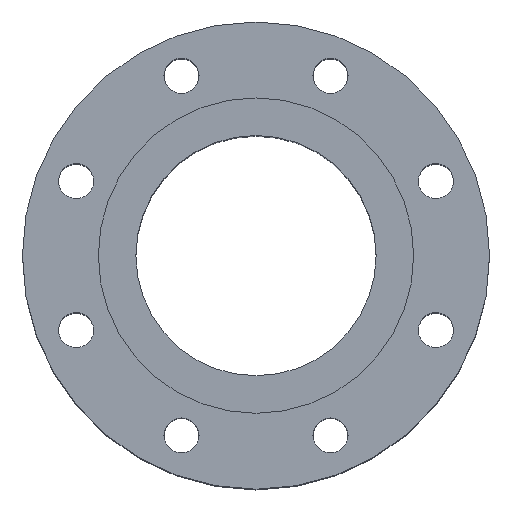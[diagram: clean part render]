
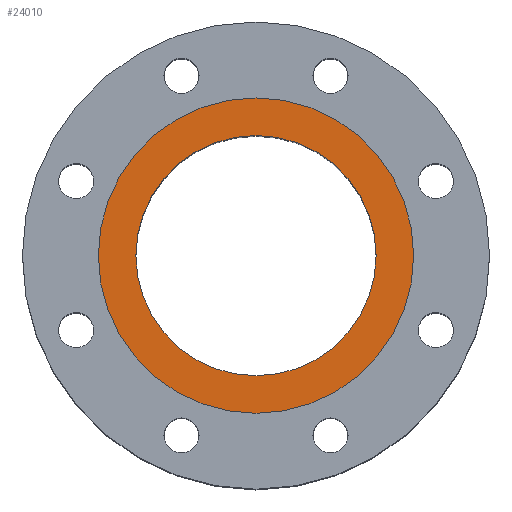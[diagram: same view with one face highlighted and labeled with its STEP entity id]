
A CAD part, top view. The second image highlights one B-rep face of the part: STEP entity #24010.
In plain terms, the highlighted planar face has unit normal (0, 0, 1).
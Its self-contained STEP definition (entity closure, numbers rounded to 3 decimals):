
#472 = FACE_BOUND ( 'NONE', #3281, .T. ) ;
#1616 = AXIS2_PLACEMENT_3D ( 'NONE', #4464, #27230, #4900 ) ;
#2877 = ORIENTED_EDGE ( 'NONE', *, *, #2939, .T. ) ;
#2939 = EDGE_CURVE ( 'NONE', #8824, #17993, #5136, .T. ) ;
#3281 = EDGE_LOOP ( 'NONE', ( #9751, #22540 ) ) ;
#3765 = CARTESIAN_POINT ( 'NONE',  ( 81., 0., 0. ) ) ;
#4464 = CARTESIAN_POINT ( 'NONE',  ( 0., 0., 0. ) ) ;
#4858 = CARTESIAN_POINT ( 'NONE',  ( 61.7, 0., 0. ) ) ;
#4900 = DIRECTION ( 'NONE',  ( 1., 0., 0. ) ) ;
#5136 = CIRCLE ( 'NONE', #26239, 81. ) ;
#5165 = DIRECTION ( 'NONE',  ( 0., 0., 1. ) ) ;
#6883 = CARTESIAN_POINT ( 'NONE',  ( -81., 0., 0. ) ) ;
#8687 = AXIS2_PLACEMENT_3D ( 'NONE', #9865, #23373, #9438 ) ;
#8733 = CARTESIAN_POINT ( 'NONE',  ( 0., 0., 0. ) ) ;
#8824 = VERTEX_POINT ( 'NONE', #3765 ) ;
#9438 = DIRECTION ( 'NONE',  ( -1., 0., 0. ) ) ;
#9751 = ORIENTED_EDGE ( 'NONE', *, *, #15035, .F. ) ;
#9854 = CARTESIAN_POINT ( 'NONE',  ( 0., 0., 0. ) ) ;
#9865 = CARTESIAN_POINT ( 'NONE',  ( 0., 81., 0. ) ) ;
#10002 = FACE_OUTER_BOUND ( 'NONE', #27189, .T. ) ;
#10127 = DIRECTION ( 'NONE',  ( 0., 0., 1. ) ) ;
#10427 = EDGE_CURVE ( 'NONE', #13325, #27209, #11247, .T. ) ;
#11247 = CIRCLE ( 'NONE', #26718, 61.7 ) ;
#11915 = PLANE ( 'NONE',  #8687 ) ;
#13325 = VERTEX_POINT ( 'NONE', #22084 ) ;
#15035 = EDGE_CURVE ( 'NONE', #27209, #13325, #26972, .T. ) ;
#16324 = CARTESIAN_POINT ( 'NONE',  ( 0., 0., 0. ) ) ;
#17681 = DIRECTION ( 'NONE',  ( 0., 0., 1. ) ) ;
#17993 = VERTEX_POINT ( 'NONE', #6883 ) ;
#18176 = CIRCLE ( 'NONE', #26118, 81. ) ;
#18808 = DIRECTION ( 'NONE',  ( 1., 0., 0. ) ) ;
#22084 = CARTESIAN_POINT ( 'NONE',  ( -61.7, 0., 0. ) ) ;
#22540 = ORIENTED_EDGE ( 'NONE', *, *, #10427, .F. ) ;
#22652 = EDGE_CURVE ( 'NONE', #17993, #8824, #18176, .T. ) ;
#23373 = DIRECTION ( 'NONE',  ( 0., 0., -1. ) ) ;
#24010 = ADVANCED_FACE ( 'NONE', ( #472, #10002 ), #11915, .F. ) ;
#24272 = ORIENTED_EDGE ( 'NONE', *, *, #22652, .T. ) ;
#25292 = DIRECTION ( 'NONE',  ( 1., 0., 0. ) ) ;
#26118 = AXIS2_PLACEMENT_3D ( 'NONE', #16324, #5165, #25292 ) ;
#26239 = AXIS2_PLACEMENT_3D ( 'NONE', #8733, #17681, #26639 ) ;
#26639 = DIRECTION ( 'NONE',  ( 1., 0., 0. ) ) ;
#26718 = AXIS2_PLACEMENT_3D ( 'NONE', #9854, #10127, #18808 ) ;
#26972 = CIRCLE ( 'NONE', #1616, 61.7 ) ;
#27189 = EDGE_LOOP ( 'NONE', ( #2877, #24272 ) ) ;
#27209 = VERTEX_POINT ( 'NONE', #4858 ) ;
#27230 = DIRECTION ( 'NONE',  ( 0., 0., 1. ) ) ;
